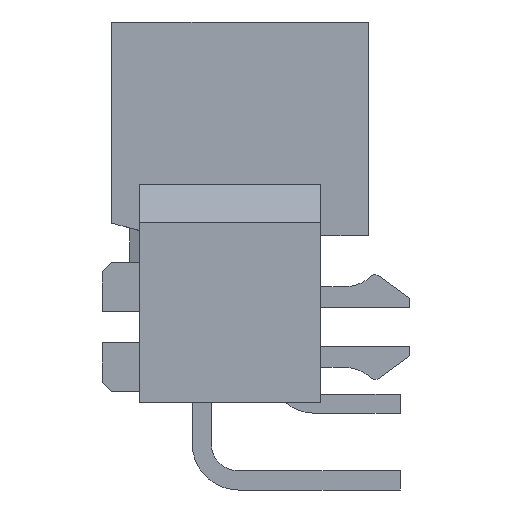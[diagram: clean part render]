
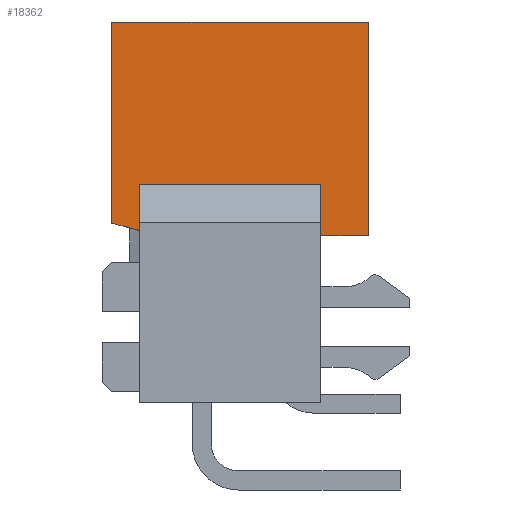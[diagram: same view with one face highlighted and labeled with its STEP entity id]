
A CAD part, left-side view. The second image highlights one B-rep face of the part: STEP entity #18362.
In plain terms, the highlighted planar face has unit normal (-1, 0, 0).
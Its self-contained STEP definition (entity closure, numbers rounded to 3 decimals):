
#13=DIRECTION('',(0.,0.,1.));
#14=VECTOR('',#13,1.71);
#15=CARTESIAN_POINT('',(-43.88,-2.665,-7.09));
#16=LINE('',#15,#14);
#17=DIRECTION('',(0.,-1.,0.));
#18=VECTOR('',#17,6.);
#19=CARTESIAN_POINT('',(-43.88,3.335,-5.38));
#20=LINE('',#19,#18);
#21=DIRECTION('',(0.,0.,1.));
#22=VECTOR('',#21,1.53);
#23=CARTESIAN_POINT('',(-43.88,3.335,-6.91));
#24=LINE('',#23,#22);
#25=DIRECTION('',(0.,0.966,0.259));
#26=VECTOR('',#25,0.952);
#27=CARTESIAN_POINT('',(-43.88,3.335,-6.91));
#28=LINE('',#27,#26);
#29=DIRECTION('',(0.,0.,1.));
#30=VECTOR('',#29,6.664);
#31=CARTESIAN_POINT('',(-43.88,4.255,-6.664));
#32=LINE('',#31,#30);
#33=DIRECTION('',(0.,-1.,0.));
#34=VECTOR('',#33,8.51);
#35=CARTESIAN_POINT('',(-43.88,4.255,0.));
#36=LINE('',#35,#34);
#37=DIRECTION('',(0.,0.,-1.));
#38=VECTOR('',#37,7.09);
#39=CARTESIAN_POINT('',(-43.88,-4.255,0.));
#40=LINE('',#39,#38);
#41=DIRECTION('',(0.,1.,0.));
#42=VECTOR('',#41,1.59);
#43=CARTESIAN_POINT('',(-43.88,-4.255,-7.09));
#44=LINE('',#43,#42);
#13839=CARTESIAN_POINT('',(-43.88,4.255,0.));
#13840=CARTESIAN_POINT('',(-43.88,-4.255,0.));
#13841=VERTEX_POINT('',#13839);
#13842=VERTEX_POINT('',#13840);
#13843=CARTESIAN_POINT('',(-43.88,-4.255,-7.09));
#13844=VERTEX_POINT('',#13843);
#13845=CARTESIAN_POINT('',(-43.88,4.255,-6.664));
#13846=VERTEX_POINT('',#13845);
#13881=CARTESIAN_POINT('',(-43.88,-2.665,-7.09));
#13882=CARTESIAN_POINT('',(-43.88,-2.665,-5.38));
#13883=VERTEX_POINT('',#13881);
#13884=VERTEX_POINT('',#13882);
#13885=CARTESIAN_POINT('',(-43.88,3.335,-6.91));
#13886=CARTESIAN_POINT('',(-43.88,3.335,-5.38));
#13887=VERTEX_POINT('',#13885);
#13888=VERTEX_POINT('',#13886);
#18339=CARTESIAN_POINT('',(-43.88,0.,0.));
#18340=DIRECTION('',(1.,0.,0.));
#18341=DIRECTION('',(0.,-1.,0.));
#18342=AXIS2_PLACEMENT_3D('',#18339,#18340,#18341);
#18343=PLANE('',#18342);
#18345=ORIENTED_EDGE('',*,*,#18344,.T.);
#18347=ORIENTED_EDGE('',*,*,#18346,.F.);
#18349=ORIENTED_EDGE('',*,*,#18348,.F.);
#18351=ORIENTED_EDGE('',*,*,#18350,.T.);
#18353=ORIENTED_EDGE('',*,*,#18352,.T.);
#18355=ORIENTED_EDGE('',*,*,#18354,.T.);
#18357=ORIENTED_EDGE('',*,*,#18356,.T.);
#18359=ORIENTED_EDGE('',*,*,#18358,.T.);
#18360=EDGE_LOOP('',(#18345,#18347,#18349,#18351,#18353,#18355,#18357,#18359));
#18361=FACE_OUTER_BOUND('',#18360,.F.);
#18344=EDGE_CURVE('',#13883,#13884,#16,.T.);
#18346=EDGE_CURVE('',#13888,#13884,#20,.T.);
#18348=EDGE_CURVE('',#13887,#13888,#24,.T.);
#18350=EDGE_CURVE('',#13887,#13846,#28,.T.);
#18352=EDGE_CURVE('',#13846,#13841,#32,.T.);
#18354=EDGE_CURVE('',#13841,#13842,#36,.T.);
#18356=EDGE_CURVE('',#13842,#13844,#40,.T.);
#18358=EDGE_CURVE('',#13844,#13883,#44,.T.);
#18362=ADVANCED_FACE('',(#18361),#18343,.F.);
